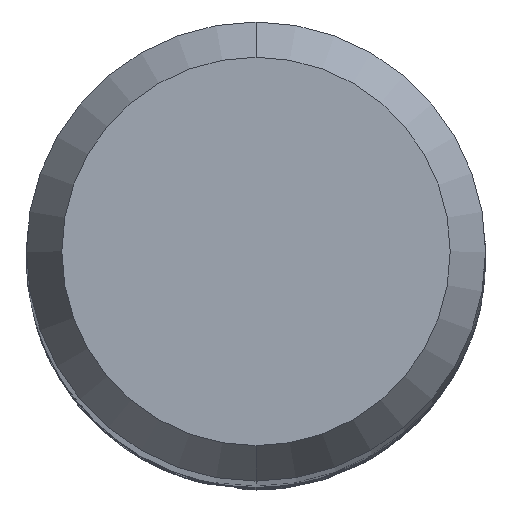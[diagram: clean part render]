
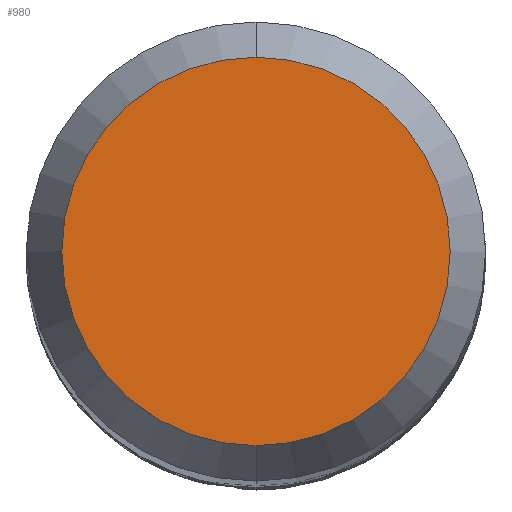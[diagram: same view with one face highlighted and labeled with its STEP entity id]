
A CAD part, top view. The second image highlights one B-rep face of the part: STEP entity #980.
In plain terms, the highlighted planar face has unit normal (0, 0, 1).
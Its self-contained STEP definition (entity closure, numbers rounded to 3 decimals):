
#670=EDGE_CURVE('',#1306,#1344,#1810,.T.);
#980=ADVANCED_FACE('',(#2147),#2148,.T.);
#1234=EDGE_CURVE('',#1344,#1306,#2421,.T.);
#1306=VERTEX_POINT('',#2506);
#1344=VERTEX_POINT('',#2546);
#1810=CIRCLE('',#3313,2.538);
#2147=FACE_OUTER_BOUND('',#6270,.T.);
#2148=PLANE('',#6271);
#2421=CIRCLE('',#8504,2.538);
#2506=CARTESIAN_POINT('',(0.,-2.538,0.0));
#2546=CARTESIAN_POINT('',(0.0,2.538,0.0));
#3313=AXIS2_PLACEMENT_3D('',#13789,#13790,#13791);
#6270=EDGE_LOOP('',(#14185,#14186));
#6271=AXIS2_PLACEMENT_3D('',#14187,#14188,#14189);
#8504=AXIS2_PLACEMENT_3D('',#14445,#14446,#14447);
#13789=CARTESIAN_POINT('',(0.0,0.0,0.0));
#13790=DIRECTION('',(0.0,0.0,-1.0));
#13791=DIRECTION('',(0.0,1.0,0.0));
#14185=ORIENTED_EDGE('',*,*,#1234,.F.);
#14186=ORIENTED_EDGE('',*,*,#670,.F.);
#14187=CARTESIAN_POINT('',(0.0,1.269,0.0));
#14188=DIRECTION('',(-0.0,0.0,1.0));
#14189=DIRECTION('',(0.0,-1.0,0.0));
#14445=CARTESIAN_POINT('',(0.0,0.0,0.0));
#14446=DIRECTION('',(0.0,0.0,-1.0));
#14447=DIRECTION('',(0.0,1.0,0.0));
